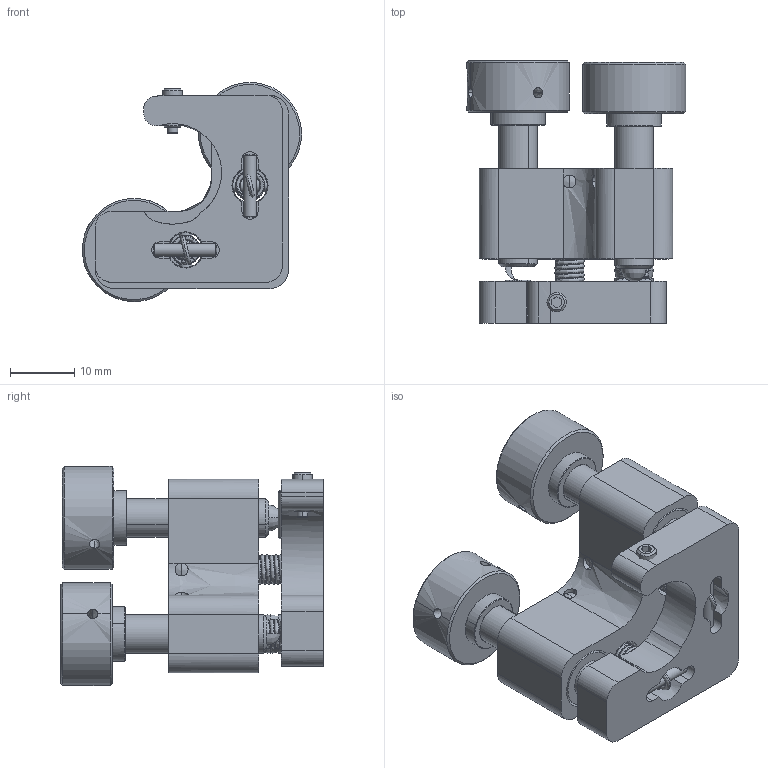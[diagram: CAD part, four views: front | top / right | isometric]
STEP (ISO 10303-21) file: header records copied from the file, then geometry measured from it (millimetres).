
FILE_DESCRIPTION(/* description */ (''),/* implementation_level */ '2;1');
FILE_NAME(/* name */ 'MMS-NRB',/* time_stamp */ '2021-08-20T18:28:22+03:00',/* author */ (''),/* organization */ (''),/* preprocessor_version */ 'ST-DEVELOPER v15',/* originating_system */ '',/* authorisation */ '');
FILE_SCHEMA (('AUTOMOTIVE_DESIGN'));
Length unit declared in the file: millimetre
Products named in the file (9): Document; MMS-NR; MMS-NR_Substitute_1; Block 01; Block 02; Block 03; Block 04; Block 05
Assembly tree (8 placements, depth 5):
  Document
    Document
      MMS-NR
        MMS-NR_Substitute_1
          Block 01
          Block 02
          Block 03
          Block 04
          Block 05
Bounding box: 33.99 x 40.77 x 33.99 mm (x, y, z)
Volume: 12370.2 mm3; surface area: 13746.2 mm2
Topology: 31 solids, 57 shells, 798 faces, 2251 edges, 1450 vertices
Faces by surface type: bspline 798
Entity records: 107704 total; most frequent: CARTESIAN_POINT 79929, B_SPLINE_CURVE_WITH_KNOTS 5273, ORIENTED_EDGE 4257, PCURVE 4257, DEFINITIONAL_REPRESENTATION 4257, SURFACE_CURVE 2206, EDGE_CURVE 2206, VERTEX_POINT 1444
